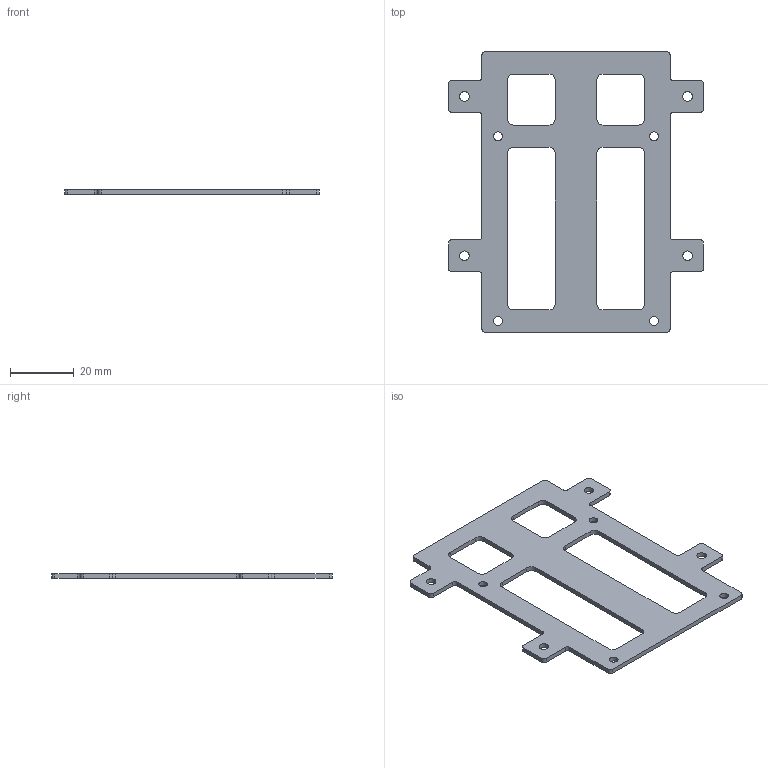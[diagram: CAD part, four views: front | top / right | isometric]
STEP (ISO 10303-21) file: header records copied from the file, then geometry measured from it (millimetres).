
FILE_DESCRIPTION (( 'STEP AP203' ), '1' );
FILE_NAME ('rpi-plate.STEP', '2020-02-25T16:13:02', ( '' ), ( '' ), 'SwSTEP 2.0', 'SolidWorks 2017', '' );
FILE_SCHEMA (( 'CONFIG_CONTROL_DESIGN' ));
Length unit declared in the file: millimetre
Products named in the file (1): rpi-plate
Bounding box: 80 x 88 x 1.5 mm (x, y, z)
Volume: 5344.3 mm3; surface area: 8349.6 mm2
Topology: 1 solids, 1 shells, 90 faces, 264 edges, 176 vertices
Faces by surface type: cylinder 52, plane 38
Entity records: 3157 total; most frequent: DIRECTION 550, CARTESIAN_POINT 531, ORIENTED_EDGE 528, EDGE_CURVE 264, AXIS2_PLACEMENT_3D 195, VERTEX_POINT 176, VECTOR 160, LINE 160
